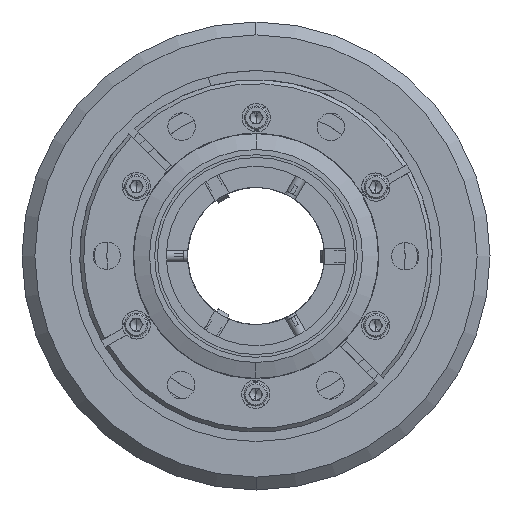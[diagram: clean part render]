
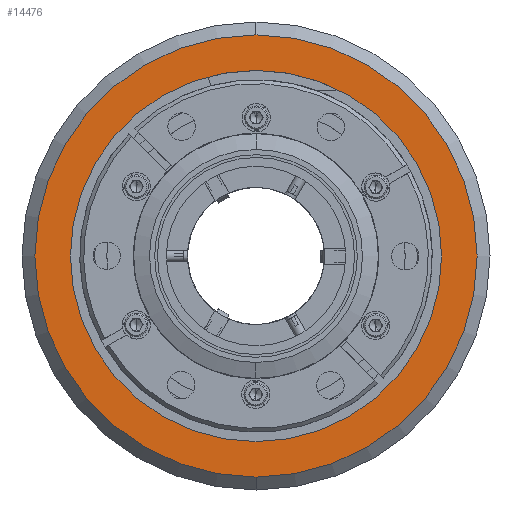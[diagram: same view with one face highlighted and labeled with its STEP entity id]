
A CAD part, front view. The second image highlights one B-rep face of the part: STEP entity #14476.
In plain terms, the highlighted planar face has unit normal (0, -1, 0).
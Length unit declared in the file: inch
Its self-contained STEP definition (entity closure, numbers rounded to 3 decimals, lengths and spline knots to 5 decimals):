
#2906 = EDGE_CURVE ( 'NONE', #4099, #3787, #34004, .T. ) ;
#2913 = EDGE_CURVE ( 'NONE', #3920, #4001, #34013, .T. ) ;
#3787 = VERTEX_POINT ( 'NONE', #40387 ) ;
#3920 = VERTEX_POINT ( 'NONE', #40520 ) ;
#4001 = VERTEX_POINT ( 'NONE', #40601 ) ;
#4099 = VERTEX_POINT ( 'NONE', #40699 ) ;
#11761 = EDGE_LOOP ( 'NONE', ( #21556, #21557 ) ) ;
#11766 = EDGE_LOOP ( 'NONE', ( #21554, #21555 ) ) ;
#14476 = ADVANCED_FACE ( 'NONE', ( #54481, #54489 ), #50606, .T. ) ;
#20286 = EDGE_CURVE ( 'NONE', #3787, #4099, #56781, .T. ) ;
#20289 = EDGE_CURVE ( 'NONE', #4001, #3920, #56795, .T. ) ;
#21554 = ORIENTED_EDGE ( 'NONE', *, *, #20289, .T. ) ;
#21555 = ORIENTED_EDGE ( 'NONE', *, *, #2913, .T. ) ;
#21556 = ORIENTED_EDGE ( 'NONE', *, *, #20286, .T. ) ;
#21557 = ORIENTED_EDGE ( 'NONE', *, *, #2906, .T. ) ;
#27077 = AXIS2_PLACEMENT_3D ( 'NONE', #35730, #35732, #35733 ) ;
#27078 = AXIS2_PLACEMENT_3D ( 'NONE', #35681, #35697, #35698 ) ;
#34004 = CIRCLE ( 'NONE', #27078, 1.4375 ) ;
#34013 = CIRCLE ( 'NONE', #27077, 1.7125 ) ;
#35681 = CARTESIAN_POINT ( 'NONE',  ( 0., -3.02855, 0. ) ) ;
#35697 = DIRECTION ( 'NONE',  ( 0., 1., 0. ) ) ;
#35698 = DIRECTION ( 'NONE',  ( 0., 0., -1. ) ) ;
#35730 = CARTESIAN_POINT ( 'NONE',  ( 0., -3.02855, 0. ) ) ;
#35732 = DIRECTION ( 'NONE',  ( 0., -1., 0. ) ) ;
#35733 = DIRECTION ( 'NONE',  ( 0., 0., 1. ) ) ;
#40387 = CARTESIAN_POINT ( 'NONE',  ( 0., -3.02855, -1.4375 ) ) ;
#40520 = CARTESIAN_POINT ( 'NONE',  ( 0., -3.02855, 1.7125 ) ) ;
#40601 = CARTESIAN_POINT ( 'NONE',  ( 0., -3.02855, -1.7125 ) ) ;
#40699 = CARTESIAN_POINT ( 'NONE',  ( 0., -3.02855, 1.4375 ) ) ;
#48940 = AXIS2_PLACEMENT_3D ( 'NONE', #60637, #60638, #60639 ) ;
#48945 = AXIS2_PLACEMENT_3D ( 'NONE', #60640, #60645, #60646 ) ;
#50604 = CARTESIAN_POINT ( 'NONE',  ( 0., -3.02855, -1.4375 ) ) ;
#50606 = PLANE ( 'NONE',  #53208 ) ;
#50626 = DIRECTION ( 'NONE',  ( 0., -1., 0. ) ) ;
#50627 = DIRECTION ( 'NONE',  ( 0., 0., 1. ) ) ;
#53208 = AXIS2_PLACEMENT_3D ( 'NONE', #50604, #50626, #50627 ) ;
#54481 = FACE_OUTER_BOUND ( 'NONE', #11766, .T. ) ;
#54489 = FACE_BOUND ( 'NONE', #11761, .T. ) ;
#56781 = CIRCLE ( 'NONE', #48940, 1.4375 ) ;
#56795 = CIRCLE ( 'NONE', #48945, 1.7125 ) ;
#60637 = CARTESIAN_POINT ( 'NONE',  ( 0., -3.02855, 0. ) ) ;
#60638 = DIRECTION ( 'NONE',  ( 0., 1., 0. ) ) ;
#60639 = DIRECTION ( 'NONE',  ( 0., 0., -1. ) ) ;
#60640 = CARTESIAN_POINT ( 'NONE',  ( 0., -3.02855, 0. ) ) ;
#60645 = DIRECTION ( 'NONE',  ( 0., -1., 0. ) ) ;
#60646 = DIRECTION ( 'NONE',  ( 0., 0., 1. ) ) ;
